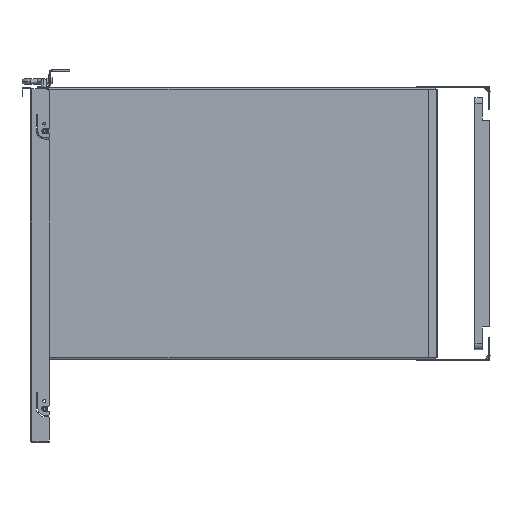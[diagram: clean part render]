
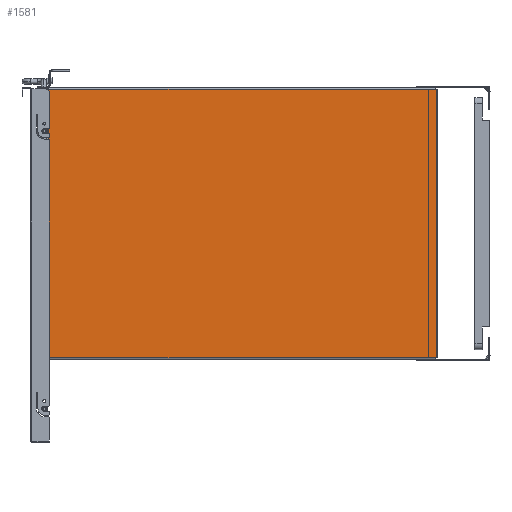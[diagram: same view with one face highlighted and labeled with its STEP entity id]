
A CAD part, left-side view. The second image highlights one B-rep face of the part: STEP entity #1581.
In plain terms, the highlighted planar face has unit normal (-1, 0, 0).
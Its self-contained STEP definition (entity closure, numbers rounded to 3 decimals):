
#1581=ADVANCED_FACE('',(#3566),#3567,.T.);
#3566=FACE_OUTER_BOUND('',#8137,.T.);
#3567=PLANE('',#8138);
#8137=EDGE_LOOP('',(#12186,#12187,#12188,#12189,#12190,#12191,#12192,#12193));
#8138=AXIS2_PLACEMENT_3D('',#12194,#12195,#12196);
#12186=ORIENTED_EDGE('',*,*,#19286,.F.);
#12187=ORIENTED_EDGE('',*,*,#19257,.F.);
#12188=ORIENTED_EDGE('',*,*,#19285,.F.);
#12189=ORIENTED_EDGE('',*,*,#19287,.T.);
#12190=ORIENTED_EDGE('',*,*,#19288,.F.);
#12191=ORIENTED_EDGE('',*,*,#19289,.T.);
#12192=ORIENTED_EDGE('',*,*,#19290,.F.);
#12193=ORIENTED_EDGE('',*,*,#19291,.F.);
#12194=CARTESIAN_POINT('',(-100.0,97.5,-397.62));
#12195=DIRECTION('',(-1.0,0.,0.0));
#12196=DIRECTION('',(0.,0.,1.0));
#19257=EDGE_CURVE('',#22800,#22803,#22804,.T.);
#19285=EDGE_CURVE('',#22849,#22800,#22851,.T.);
#19286=EDGE_CURVE('',#22803,#22852,#22853,.T.);
#19287=EDGE_CURVE('',#22849,#22854,#22855,.T.);
#19288=EDGE_CURVE('',#22856,#22854,#22857,.T.);
#19289=EDGE_CURVE('',#22856,#22858,#22859,.T.);
#19290=EDGE_CURVE('',#22860,#22858,#22861,.T.);
#19291=EDGE_CURVE('',#22852,#22860,#22862,.T.);
#22800=VERTEX_POINT('',#27963);
#22803=VERTEX_POINT('',#27967);
#22804=LINE('',#27968,#27969);
#22849=VERTEX_POINT('',#28029);
#22851=LINE('',#28032,#28033);
#22852=VERTEX_POINT('',#28034);
#22853=LINE('',#28035,#28036);
#22854=VERTEX_POINT('',#28037);
#22855=LINE('',#28038,#28039);
#22856=VERTEX_POINT('',#28040);
#22857=LINE('',#28041,#28042);
#22858=VERTEX_POINT('',#28043);
#22859=LINE('',#28044,#28045);
#22860=VERTEX_POINT('',#28046);
#22861=LINE('',#28047,#28048);
#22862=LINE('',#28049,#28050);
#27963=CARTESIAN_POINT('',(-100.0,97.5,-397.62));
#27967=CARTESIAN_POINT('',(-100.0,623.5,-397.62));
#27968=CARTESIAN_POINT('',(-100.0,97.5,-397.62));
#27969=VECTOR('',#33109,526.0);
#28029=CARTESIAN_POINT('',(-100.0,96.38,-397.62));
#28032=CARTESIAN_POINT('',(-100.0,96.38,-397.62));
#28033=VECTOR('',#33159,1.12);
#28034=CARTESIAN_POINT('',(-100.0,623.62,-397.62));
#28035=CARTESIAN_POINT('',(-100.0,623.5,-397.62));
#28036=VECTOR('',#33160,0.12);
#28037=CARTESIAN_POINT('',(-100.0,96.38,-41.38));
#28038=CARTESIAN_POINT('',(-100.0,96.38,-397.62));
#28039=VECTOR('',#33161,356.24);
#28040=CARTESIAN_POINT('',(-100.0,97.5,-41.38));
#28041=CARTESIAN_POINT('',(-100.0,97.5,-41.38));
#28042=VECTOR('',#33162,1.12);
#28043=CARTESIAN_POINT('',(-100.0,623.5,-41.38));
#28044=CARTESIAN_POINT('',(-100.0,97.5,-41.38));
#28045=VECTOR('',#33163,526.0);
#28046=CARTESIAN_POINT('',(-100.0,623.62,-41.38));
#28047=CARTESIAN_POINT('',(-100.0,623.62,-41.38));
#28048=VECTOR('',#33164,0.12);
#28049=CARTESIAN_POINT('',(-100.0,623.62,-397.62));
#28050=VECTOR('',#33165,356.24);
#33109=DIRECTION('',(0.,1.0,0.0));
#33159=DIRECTION('',(0.,1.0,0.0));
#33160=DIRECTION('',(0.,1.0,0.));
#33161=DIRECTION('',(0.0,0.,1.0));
#33162=DIRECTION('',(0.0,-1.0,0.0));
#33163=DIRECTION('',(0.,1.0,0.));
#33164=DIRECTION('',(0.,-1.0,0.));
#33165=DIRECTION('',(0.0,0.,1.0));
